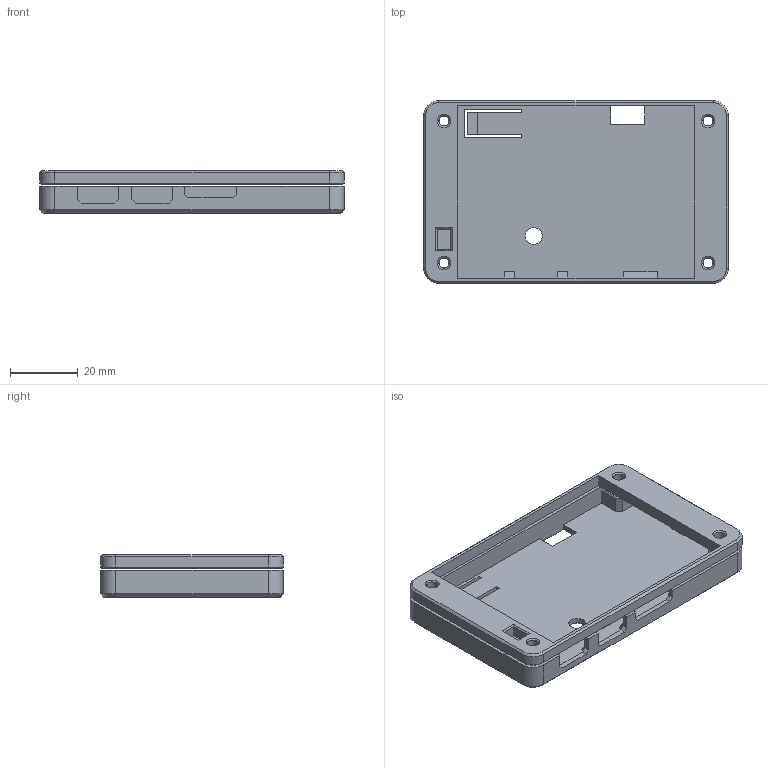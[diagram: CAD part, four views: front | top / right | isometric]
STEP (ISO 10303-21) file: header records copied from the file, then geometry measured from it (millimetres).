
FILE_DESCRIPTION(('FreeCAD Model'),'2;1');
FILE_NAME('Open CASCADE Shape Model','2025-05-15T10:34:43',(''),(''), 'Open CASCADE STEP processor 7.8','FreeCAD','Unknown');
FILE_SCHEMA(('AUTOMOTIVE_DESIGN { 1 0 10303 214 1 1 1 1 }'));
Length unit declared in the file: millimetre
Products named in the file (3): CYD_Case_V1; Base; Top
Assembly tree (2 placements, depth 2):
  CYD_Case_V1
    Base
    Top
Bounding box: 90 x 54 x 12.5 mm (x, y, z)
Volume: 17083.6 mm3; surface area: 17590.5 mm2
Topology: 2 solids, 2 shells, 201 faces, 521 edges, 323 vertices
Faces by surface type: plane 151, cone 29, cylinder 21
Full cylindrical faces by diameter (mm): 2.9 x4, 3.2 x4, 5 x1
Entity records: 6100 total; most frequent: CARTESIAN_POINT 1048, ORIENTED_EDGE 1042, DIRECTION 1000, EDGE_CURVE 521, LINE 450, VECTOR 450, VERTEX_POINT 323, AXIS2_PLACEMENT_3D 275
